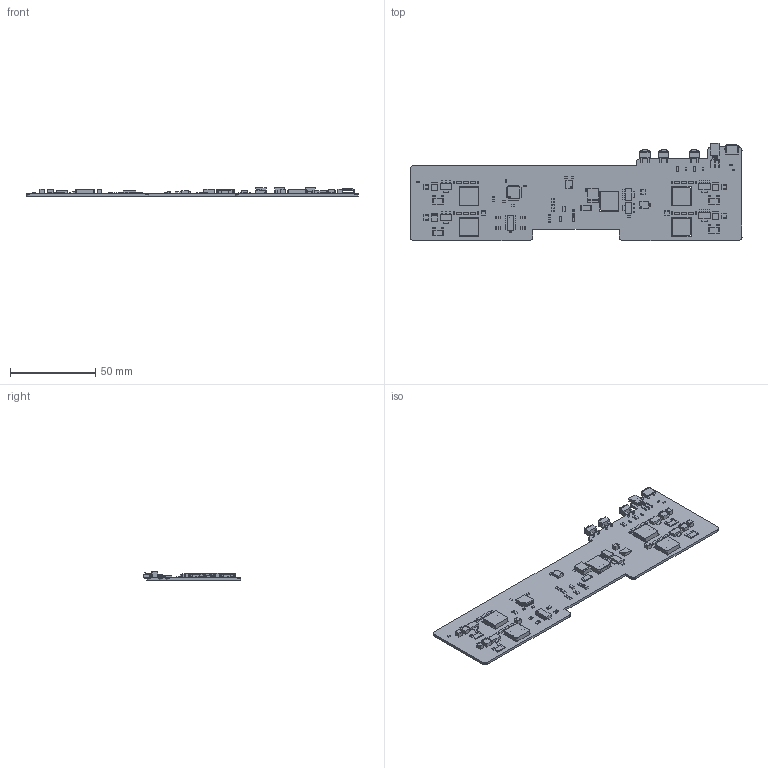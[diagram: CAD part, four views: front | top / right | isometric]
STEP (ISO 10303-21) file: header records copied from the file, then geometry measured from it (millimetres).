
FILE_DESCRIPTION(('Open CASCADE Model'),'2;1');
FILE_NAME('Open CASCADE Shape Model','2016-12-06T11:19:34',('Author'),( 'Open CASCADE'),'Open CASCADE STEP processor 6.2','Open CASCADE 6.2' ,'Unknown');
FILE_SCHEMA(('AUTOMOTIVE_DESIGN { 1 0 10303 214 1 1 1 1 }'));
Length unit declared in the file: millimetre
Products named in the file (235): PCB; Board; C20; 621770880; Extruded; 620975792; C19; C17; C16; 657264048; 657260976; C15; C14; C13; C12; R34; 657263664; 657263792; C11; R30; 657262896; R6; R5; R4; R47; R46; VD14; 657263024; 657262768; C9; 657262512; 657262640; VD20; 657262384; VD19; VT7; 611396192; Cylinder; 657262128; R33 ...
Assembly tree (554 placements, depth 4):
  PCB
    Board
    C20
      621770880  x2
        Extruded
      620975792
        Extruded
    C19
      621770880  x2
        Extruded
      620975792
        Extruded
    C17
      621770880  x2
        Extruded
      620975792
        Extruded
    C16
      657264048  x2
        Extruded
      657260976
        Extruded
    C15
      621770880  x2
        Extruded
      620975792
        Extruded
    C14
      621770880  x2
        Extruded
      620975792
        Extruded
    C13
      621770880  x2
        Extruded
      620975792
        Extruded
    C12
      621770880  x2
        Extruded
      620975792
        Extruded
    R34
      657263664  x2
        Extruded
      657263792
        Extruded
    C11
      621770880  x2
        Extruded
      620975792
        Extruded
    R30
      621770880  x2
        Extruded
      657262896
        Extruded
    R6
      657263664  x2
        Extruded
Bounding box: 195.02 x 57.01 x 5.03 mm (x, y, z)
Volume: 16163.1 mm3; surface area: 24304.7 mm2
Topology: 385 solids, 385 shells, 2452 faces, 5046 edges, 3364 vertices
Faces by surface type: plane 2448, cylinder 4
Full cylindrical faces by diameter (mm): 0.6 x1, 1 x3
Entity records: 36737 total; most frequent: DIRECTION 5652, CARTESIAN_POINT 5421, LINE 3486, VECTOR 3486, ORIENTED_EDGE 2340, PCURVE 2340, DEFINITIONAL_REPRESENTATION 2340, EDGE_CURVE 1170
